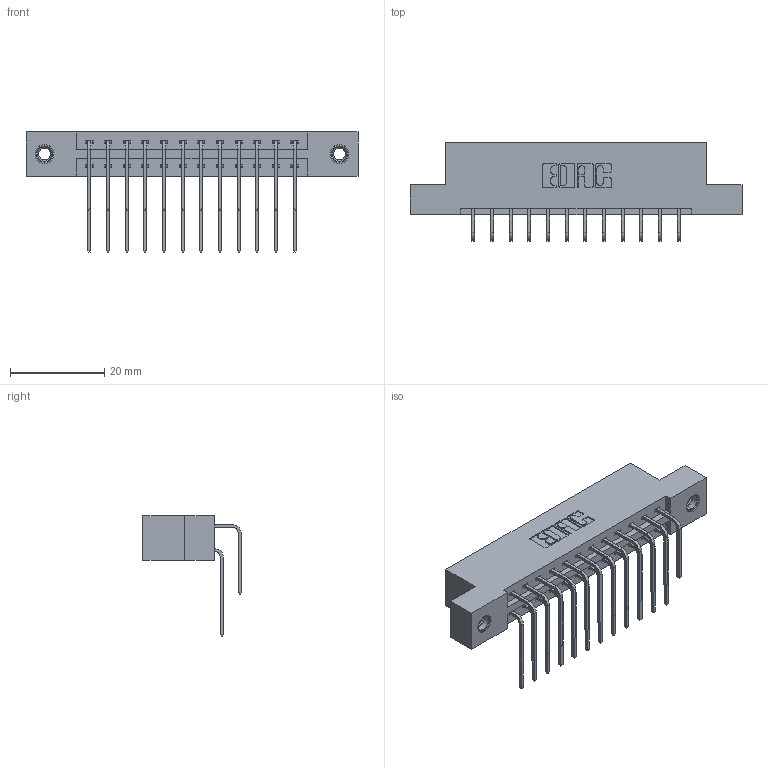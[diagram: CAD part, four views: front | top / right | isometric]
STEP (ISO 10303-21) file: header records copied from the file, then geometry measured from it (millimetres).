
FILE_DESCRIPTION (( 'STEP AP203' ), '1' );
FILE_NAME ('337-024-559-207.STEP', '2018-08-06T02:04:37', ( '' ), ( '' ), 'SwSTEP 2.0', 'SolidWorks 2016', '' );
FILE_SCHEMA (( 'CONFIG_CONTROL_DESIGN' ));
Length unit declared in the file: inch
Products named in the file (5): 337-024-559-207; 337 Part_Flush Mounting Lugs - 0.156 Dia-TI; 345-292-001_558 559 Tail - 1; 345-292-001_559 Tail - 2; 345-250-001_345-250-005-103
Assembly tree (27 placements, depth 2):
  337-024-559-207
    337 Part_Flush Mounting Lugs - 0.156 Dia-TI
    345-292-001_558 559 Tail - 1  x12
    345-292-001_559 Tail - 2  x12
    345-250-001_345-250-005-103  x2
Bounding box: 70.56 x 20.9 x 25.53 mm (x, y, z)
Volume: 7161.9 mm3; surface area: 8536.3 mm2
Topology: 27 solids, 27 shells, 1518 faces, 4455 edges, 2930 vertices
Faces by surface type: plane 1062, cylinder 440, cone 12, torus 4
Entity records: 16154 total; most frequent: CARTESIAN_POINT 2772, ORIENTED_EDGE 2650, DIRECTION 2427, EDGE_CURVE 1325, LINE 1137, VECTOR 1137, VERTEX_POINT 876, AXIS2_PLACEMENT_3D 645
